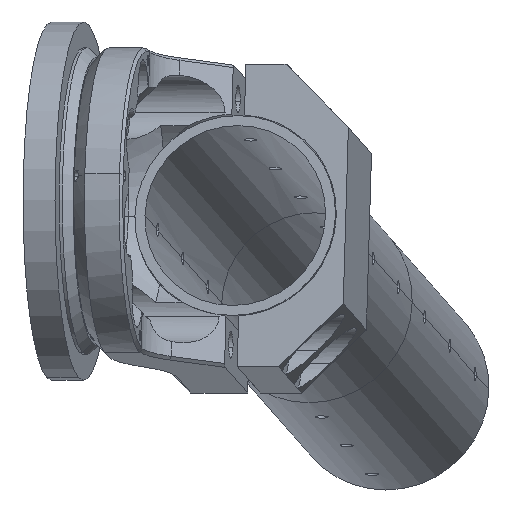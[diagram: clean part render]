
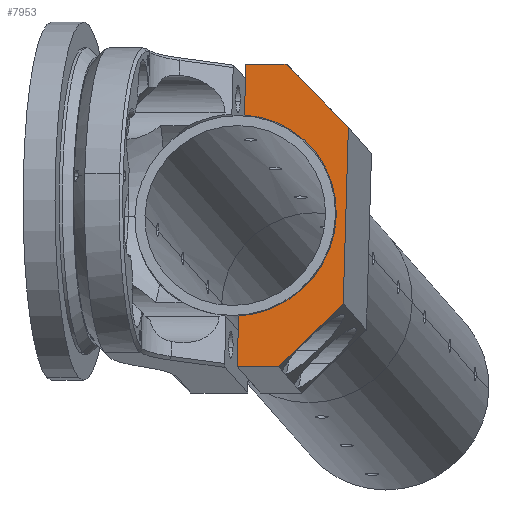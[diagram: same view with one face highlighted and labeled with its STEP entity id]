
A CAD part, left-side view. The second image highlights one B-rep face of the part: STEP entity #7953.
In plain terms, the highlighted planar face has unit normal (-0.971, 0.157, 0.179).
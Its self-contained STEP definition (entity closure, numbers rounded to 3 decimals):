
#187 = LINE ( 'NONE', #3432, #10265 ) ;
#225 = DIRECTION ( 'NONE',  ( 0.971, -0.157, -0.179 ) ) ;
#263 = DIRECTION ( 'NONE',  ( -0.238, -0.678, -0.696 ) ) ;
#387 = VECTOR ( 'NONE', #263, 1000. ) ;
#388 = CARTESIAN_POINT ( 'NONE',  ( 99.88, -223.941, 185.632 ) ) ;
#464 = ORIENTED_EDGE ( 'NONE', *, *, #9012, .F. ) ;
#726 = VECTOR ( 'NONE', #8221, 1000. ) ;
#781 = EDGE_LOOP ( 'NONE', ( #7635, #8321, #9513, #9682, #5981, #2360, #464, #11120 ) ) ;
#830 = CARTESIAN_POINT ( 'NONE',  ( 100.751, -207.368, 175.793 ) ) ;
#1281 = VERTEX_POINT ( 'NONE', #5568 ) ;
#1407 = LINE ( 'NONE', #7188, #726 ) ;
#1451 = VERTEX_POINT ( 'NONE', #388 ) ;
#1454 = EDGE_CURVE ( 'NONE', #1461, #1281, #8178, .T. ) ;
#1461 = VERTEX_POINT ( 'NONE', #11017 ) ;
#1933 = EDGE_CURVE ( 'NONE', #1451, #7161, #5140, .T. ) ;
#1970 = DIRECTION ( 'NONE',  ( 0.177, -0.029, 0.984 ) ) ;
#1977 = EDGE_CURVE ( 'NONE', #1451, #7599, #187, .T. ) ;
#2006 = CARTESIAN_POINT ( 'NONE',  ( 104.824, -224.742, 213.18 ) ) ;
#2194 = CARTESIAN_POINT ( 'NONE',  ( 109.387, -207.753, 223.019 ) ) ;
#2360 = ORIENTED_EDGE ( 'NONE', *, *, #1454, .T. ) ;
#2434 = CARTESIAN_POINT ( 'NONE',  ( 100.911, -206.38, 175.793 ) ) ;
#2962 = PLANE ( 'NONE',  #9885 ) ;
#3432 = CARTESIAN_POINT ( 'NONE',  ( 102.352, -224.342, 199.406 ) ) ;
#4380 = VECTOR ( 'NONE', #10261, 1000. ) ;
#4737 = CARTESIAN_POINT ( 'NONE',  ( 104.824, -224.742, 213.18 ) ) ;
#4878 = AXIS2_PLACEMENT_3D ( 'NONE', #10569, #9711, #5302 ) ;
#5140 = LINE ( 'NONE', #8300, #7779 ) ;
#5302 = DIRECTION ( 'NONE',  ( 0.177, -0.029, 0.984 ) ) ;
#5568 = CARTESIAN_POINT ( 'NONE',  ( 109.227, -208.74, 223.019 ) ) ;
#5981 = ORIENTED_EDGE ( 'NONE', *, *, #7952, .F. ) ;
#6010 = DIRECTION ( 'NONE',  ( 0.177, -0.029, 0.984 ) ) ;
#6263 = VERTEX_POINT ( 'NONE', #6917 ) ;
#6571 = FACE_OUTER_BOUND ( 'NONE', #781, .T. ) ;
#6917 = CARTESIAN_POINT ( 'NONE',  ( 107.809, -208.51, 215.117 ) ) ;
#6959 = DIRECTION ( 'NONE',  ( -0.012, 0.718, -0.696 ) ) ;
#7161 = VERTEX_POINT ( 'NONE', #7301 ) ;
#7188 = CARTESIAN_POINT ( 'NONE',  ( 100.751, -207.368, 175.793 ) ) ;
#7301 = CARTESIAN_POINT ( 'NONE',  ( 99.712, -213.784, 175.793 ) ) ;
#7315 = EDGE_CURVE ( 'NONE', #7161, #9539, #9067, .T. ) ;
#7599 = VERTEX_POINT ( 'NONE', #4737 ) ;
#7635 = ORIENTED_EDGE ( 'NONE', *, *, #9817, .F. ) ;
#7779 = VECTOR ( 'NONE', #6959, 1000. ) ;
#7952 = EDGE_CURVE ( 'NONE', #1461, #7599, #8782, .T. ) ;
#7953 = ADVANCED_FACE ( 'NONE', ( #6571 ), #2962, .F. ) ;
#8178 = LINE ( 'NONE', #2194, #9309 ) ;
#8221 = DIRECTION ( 'NONE',  ( 0.177, -0.029, 0.984 ) ) ;
#8300 = CARTESIAN_POINT ( 'NONE',  ( 99.712, -213.784, 175.793 ) ) ;
#8321 = ORIENTED_EDGE ( 'NONE', *, *, #7315, .F. ) ;
#8352 = LINE ( 'NONE', #10990, #8490 ) ;
#8490 = VECTOR ( 'NONE', #9171, 1000. ) ;
#8782 = LINE ( 'NONE', #2006, #387 ) ;
#9012 = EDGE_CURVE ( 'NONE', #6263, #1281, #8352, .T. ) ;
#9067 = LINE ( 'NONE', #2434, #4380 ) ;
#9171 = DIRECTION ( 'NONE',  ( 0.177, -0.029, 0.984 ) ) ;
#9309 = VECTOR ( 'NONE', #10128, 1000. ) ;
#9513 = ORIENTED_EDGE ( 'NONE', *, *, #1933, .F. ) ;
#9518 = CIRCLE ( 'NONE', #4878, 16. ) ;
#9539 = VERTEX_POINT ( 'NONE', #830 ) ;
#9601 = EDGE_CURVE ( 'NONE', #6263, #11306, #9518, .T. ) ;
#9682 = ORIENTED_EDGE ( 'NONE', *, *, #1977, .T. ) ;
#9711 = DIRECTION ( 'NONE',  ( 0.971, -0.157, -0.179 ) ) ;
#9817 = EDGE_CURVE ( 'NONE', #9539, #11306, #1407, .T. ) ;
#9885 = AXIS2_PLACEMENT_3D ( 'NONE', #10733, #225, #1970 ) ;
#10128 = DIRECTION ( 'NONE',  ( 0.16, 0.987, 0. ) ) ;
#10261 = DIRECTION ( 'NONE',  ( 0.16, 0.987, 0. ) ) ;
#10265 = VECTOR ( 'NONE', #6010, 1000. ) ;
#10569 = CARTESIAN_POINT ( 'NONE',  ( 105.149, -207.067, 199.406 ) ) ;
#10677 = CARTESIAN_POINT ( 'NONE',  ( 102.169, -207.597, 183.695 ) ) ;
#10733 = CARTESIAN_POINT ( 'NONE',  ( 105.149, -207.067, 199.406 ) ) ;
#10990 = CARTESIAN_POINT ( 'NONE',  ( 100.751, -207.368, 175.793 ) ) ;
#11017 = CARTESIAN_POINT ( 'NONE',  ( 108.188, -215.156, 223.019 ) ) ;
#11120 = ORIENTED_EDGE ( 'NONE', *, *, #9601, .T. ) ;
#11306 = VERTEX_POINT ( 'NONE', #10677 ) ;
